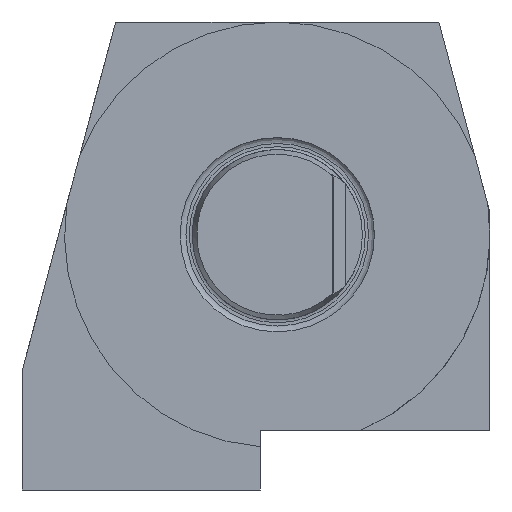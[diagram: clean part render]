
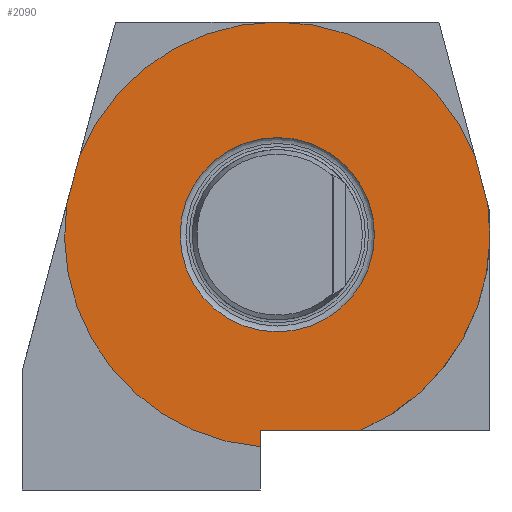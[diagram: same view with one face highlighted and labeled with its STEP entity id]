
A CAD part, front view. The second image highlights one B-rep face of the part: STEP entity #2090.
In plain terms, the highlighted planar face has unit normal (0, -1, 0).
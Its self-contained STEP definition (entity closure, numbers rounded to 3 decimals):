
#36 = DIRECTION ( 'NONE',  ( 0., -1., 0. ) ) ;
#177 = LINE ( 'NONE', #1645, #12639 ) ;
#582 = ORIENTED_EDGE ( 'NONE', *, *, #13470, .T. ) ;
#699 = DIRECTION ( 'NONE',  ( -0.259, 0., -0.966 ) ) ;
#1173 = ORIENTED_EDGE ( 'NONE', *, *, #10487, .T. ) ;
#1218 = VERTEX_POINT ( 'NONE', #14644 ) ;
#1240 = CARTESIAN_POINT ( 'NONE',  ( -11.55, 0., -23. ) ) ;
#1645 = CARTESIAN_POINT ( 'NONE',  ( 23.204, 0., 9.312 ) ) ;
#1817 = CIRCLE ( 'NONE', #4177, 25. ) ;
#1929 = EDGE_CURVE ( 'NONE', #17716, #2076, #7377, .T. ) ;
#2076 = VERTEX_POINT ( 'NONE', #11429 ) ;
#2090 = ADVANCED_FACE ( 'Defeature completata2_2', ( #2812, #8383 ), #6831, .T. ) ;
#2555 = DIRECTION ( 'NONE',  ( 0., 0., 1. ) ) ;
#2618 = DIRECTION ( 'NONE',  ( 1., 0., 0. ) ) ;
#2727 = DIRECTION ( 'NONE',  ( 1., 0., 0. ) ) ;
#2812 = FACE_OUTER_BOUND ( 'NONE', #5865, .T. ) ;
#3253 = CARTESIAN_POINT ( 'NONE',  ( 0., 0., 0. ) ) ;
#3934 = CARTESIAN_POINT ( 'NONE',  ( -2., 0., 0. ) ) ;
#4177 = AXIS2_PLACEMENT_3D ( 'NONE', #13314, #13488, #7879 ) ;
#4411 = EDGE_CURVE ( 'NONE', #12936, #12936, #12376, .T. ) ;
#4642 = ORIENTED_EDGE ( 'NONE', *, *, #16579, .F. ) ;
#4656 = DIRECTION ( 'NONE',  ( -0.259, 0., 0.966 ) ) ;
#5009 = AXIS2_PLACEMENT_3D ( 'NONE', #13561, #9402, #9315 ) ;
#5199 = LINE ( 'NONE', #1240, #14761 ) ;
#5688 = EDGE_LOOP ( 'NONE', ( #10212 ) ) ;
#5865 = EDGE_LOOP ( 'NONE', ( #4642, #582, #12678, #8511, #16887, #14998, #1173 ) ) ;
#6025 = DIRECTION ( 'NONE',  ( 0., 1., 0. ) ) ;
#6621 = VECTOR ( 'NONE', #2555, 1000. ) ;
#6708 = EDGE_CURVE ( 'NONE', #1218, #8611, #16495, .T. ) ;
#6831 = PLANE ( 'NONE',  #8846 ) ;
#7180 = DIRECTION ( 'NONE',  ( -1., 0., 0. ) ) ;
#7377 = LINE ( 'NONE', #9113, #9139 ) ;
#7392 = CIRCLE ( 'NONE', #10336, 25. ) ;
#7721 = VERTEX_POINT ( 'NONE', #16562 ) ;
#7879 = DIRECTION ( 'NONE',  ( -1., 0., 0. ) ) ;
#8383 = FACE_BOUND ( 'NONE', #5688, .T. ) ;
#8511 = ORIENTED_EDGE ( 'NONE', *, *, #1929, .T. ) ;
#8611 = VERTEX_POINT ( 'NONE', #16088 ) ;
#8846 = AXIS2_PLACEMENT_3D ( 'NONE', #13997, #36, #17019 ) ;
#9113 = CARTESIAN_POINT ( 'NONE',  ( -24.751, 0., 3.537 ) ) ;
#9139 = VECTOR ( 'NONE', #699, 1000. ) ;
#9315 = DIRECTION ( 'NONE',  ( -1., 0., 0. ) ) ;
#9402 = DIRECTION ( 'NONE',  ( 0., 1., 0. ) ) ;
#10212 = ORIENTED_EDGE ( 'NONE', *, *, #4411, .F. ) ;
#10336 = AXIS2_PLACEMENT_3D ( 'NONE', #3253, #6025, #7180 ) ;
#10487 = EDGE_CURVE ( 'NONE', #8611, #7721, #5199, .T. ) ;
#11160 = DIRECTION ( 'NONE',  ( 0., -1., 0. ) ) ;
#11429 = CARTESIAN_POINT ( 'NONE',  ( -24.746, 0., 3.557 ) ) ;
#11883 = CARTESIAN_POINT ( 'NONE',  ( 23.209, 0., 9.293 ) ) ;
#12299 = VERTEX_POINT ( 'NONE', #14348 ) ;
#12319 = VERTEX_POINT ( 'NONE', #11883 ) ;
#12376 = CIRCLE ( 'NONE', #14689, 11.419 ) ;
#12639 = VECTOR ( 'NONE', #4656, 1000. ) ;
#12678 = ORIENTED_EDGE ( 'NONE', *, *, #14910, .F. ) ;
#12936 = VERTEX_POINT ( 'NONE', #14392 ) ;
#13314 = CARTESIAN_POINT ( 'NONE',  ( 0., 0., 0. ) ) ;
#13470 = EDGE_CURVE ( 'NONE', #12299, #12319, #177, .T. ) ;
#13488 = DIRECTION ( 'NONE',  ( 0., 1., 0. ) ) ;
#13561 = CARTESIAN_POINT ( 'NONE',  ( 0., 0., 0. ) ) ;
#13997 = CARTESIAN_POINT ( 'NONE',  ( -11.55, 0., 0. ) ) ;
#14348 = CARTESIAN_POINT ( 'NONE',  ( 24.746, 0., 3.557 ) ) ;
#14392 = CARTESIAN_POINT ( 'NONE',  ( 11.419, 0., 0. ) ) ;
#14644 = CARTESIAN_POINT ( 'NONE',  ( -2., 0., -24.92 ) ) ;
#14689 = AXIS2_PLACEMENT_3D ( 'NONE', #16575, #11160, #2727 ) ;
#14761 = VECTOR ( 'NONE', #2618, 1000. ) ;
#14910 = EDGE_CURVE ( 'NONE', #17716, #12319, #1817, .T. ) ;
#14998 = ORIENTED_EDGE ( 'NONE', *, *, #6708, .T. ) ;
#15228 = EDGE_CURVE ( 'NONE', #1218, #2076, #17665, .T. ) ;
#16088 = CARTESIAN_POINT ( 'NONE',  ( -2., 0., -23. ) ) ;
#16495 = LINE ( 'NONE', #3934, #6621 ) ;
#16562 = CARTESIAN_POINT ( 'NONE',  ( 9.798, 0., -23. ) ) ;
#16575 = CARTESIAN_POINT ( 'NONE',  ( 0., 0., 0. ) ) ;
#16579 = EDGE_CURVE ( 'NONE', #12299, #7721, #7392, .T. ) ;
#16887 = ORIENTED_EDGE ( 'NONE', *, *, #15228, .F. ) ;
#17019 = DIRECTION ( 'NONE',  ( 1., 0., 0. ) ) ;
#17665 = CIRCLE ( 'NONE', #5009, 25. ) ;
#17716 = VERTEX_POINT ( 'NONE', #18147 ) ;
#18147 = CARTESIAN_POINT ( 'NONE',  ( -23.209, 0., 9.293 ) ) ;
